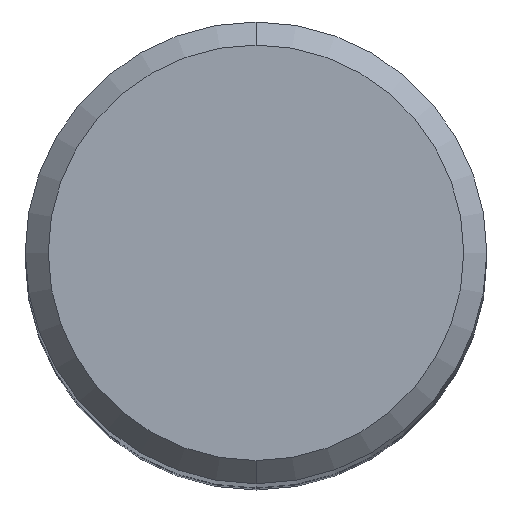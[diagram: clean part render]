
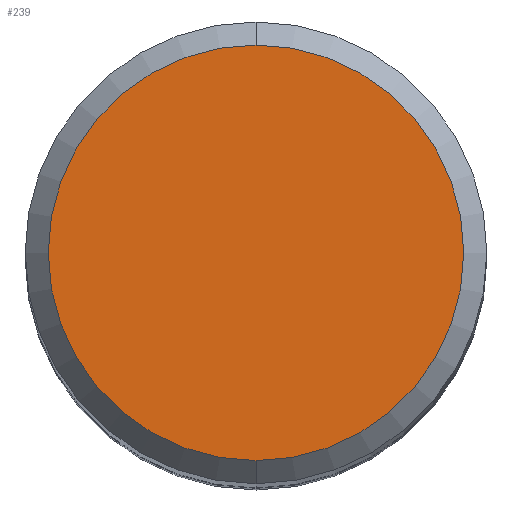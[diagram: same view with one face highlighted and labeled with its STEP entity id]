
A CAD part, top view. The second image highlights one B-rep face of the part: STEP entity #239.
In plain terms, the highlighted planar face has unit normal (0, 0, 1).
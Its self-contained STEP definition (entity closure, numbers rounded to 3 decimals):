
#239=ADVANCED_FACE('',(#564),#565,.T.);
#293=EDGE_CURVE('',#359,#381,#628,.T.);
#359=VERTEX_POINT('',#699);
#381=VERTEX_POINT('',#721);
#413=EDGE_CURVE('',#381,#359,#756,.T.);
#564=FACE_OUTER_BOUND('',#940,.T.);
#565=PLANE('',#941);
#628=CIRCLE('',#1050,4.5);
#699=CARTESIAN_POINT('',(0.0,4.5,0.0));
#721=CARTESIAN_POINT('',(0.,-4.5,0.0));
#756=CIRCLE('',#1363,4.5);
#940=EDGE_LOOP('',(#1607,#1608));
#941=AXIS2_PLACEMENT_3D('',#1609,#1610,#1611);
#1050=AXIS2_PLACEMENT_3D('',#1703,#1704,#1705);
#1363=AXIS2_PLACEMENT_3D('',#1802,#1803,#1804);
#1607=ORIENTED_EDGE('',*,*,#293,.F.);
#1608=ORIENTED_EDGE('',*,*,#413,.F.);
#1609=CARTESIAN_POINT('',(0.0,2.25,0.0));
#1610=DIRECTION('',(-0.0,0.0,1.0));
#1611=DIRECTION('',(0.0,-1.0,0.0));
#1703=CARTESIAN_POINT('',(0.0,0.0,0.0));
#1704=DIRECTION('',(0.0,0.0,-1.0));
#1705=DIRECTION('',(0.0,1.0,0.0));
#1802=CARTESIAN_POINT('',(0.0,0.0,0.0));
#1803=DIRECTION('',(0.0,0.0,-1.0));
#1804=DIRECTION('',(0.0,1.0,0.0));
